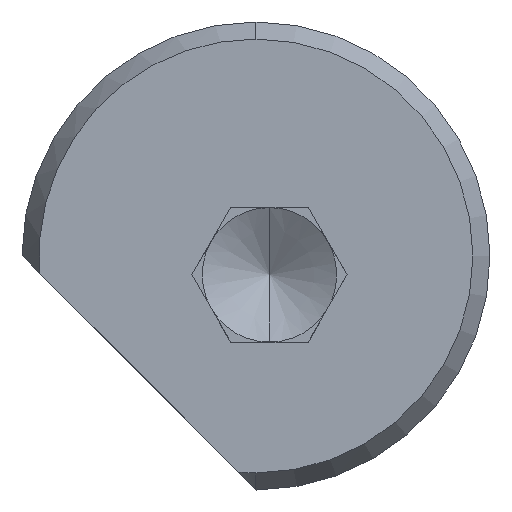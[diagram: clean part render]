
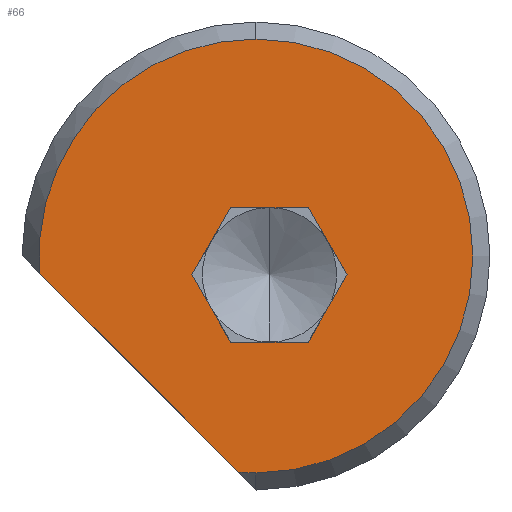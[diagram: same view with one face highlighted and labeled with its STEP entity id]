
A CAD part, left-side view. The second image highlights one B-rep face of the part: STEP entity #66.
In plain terms, the highlighted planar face has unit normal (-1, 0, 0).
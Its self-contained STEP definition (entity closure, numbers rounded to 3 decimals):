
#66=ADVANCED_FACE('',(#145,#146),#147,.F.);
#145=FACE_OUTER_BOUND('',#236,.T.);
#146=FACE_BOUND('',#237,.T.);
#147=PLANE('',#238);
#236=EDGE_LOOP('',(#360,#361,#362,#363));
#237=EDGE_LOOP('',(#364,#365,#366,#367,#368,#369));
#238=AXIS2_PLACEMENT_3D('',#370,#371,#372);
#360=ORIENTED_EDGE('',*,*,#559,.T.);
#361=ORIENTED_EDGE('',*,*,#539,.T.);
#362=ORIENTED_EDGE('',*,*,#543,.T.);
#363=ORIENTED_EDGE('',*,*,#561,.T.);
#364=ORIENTED_EDGE('',*,*,#562,.T.);
#365=ORIENTED_EDGE('',*,*,#563,.T.);
#366=ORIENTED_EDGE('',*,*,#564,.T.);
#367=ORIENTED_EDGE('',*,*,#565,.T.);
#368=ORIENTED_EDGE('',*,*,#566,.T.);
#369=ORIENTED_EDGE('',*,*,#567,.T.);
#370=CARTESIAN_POINT('',(-3.0,0.25,0.35));
#371=DIRECTION('',(1.0,0.0,0.0));
#372=DIRECTION('',(0.0,1.0,-0.0));
#539=EDGE_CURVE('',#637,#635,#638,.T.);
#543=EDGE_CURVE('',#635,#641,#644,.T.);
#559=EDGE_CURVE('',#665,#637,#668,.T.);
#561=EDGE_CURVE('',#641,#665,#670,.T.);
#562=EDGE_CURVE('',#671,#672,#673,.F.);
#563=EDGE_CURVE('',#672,#674,#675,.F.);
#564=EDGE_CURVE('',#674,#676,#677,.F.);
#565=EDGE_CURVE('',#676,#678,#679,.F.);
#566=EDGE_CURVE('',#678,#680,#681,.F.);
#567=EDGE_CURVE('',#680,#671,#682,.F.);
#635=VERTEX_POINT('',#762);
#637=VERTEX_POINT('',#765);
#638=CIRCLE('',#766,4.033);
#641=VERTEX_POINT('',#778);
#644=CIRCLE('',#782,4.033);
#665=VERTEX_POINT('',#825);
#668=LINE('',#846,#847);
#670=CIRCLE('',#849,4.033);
#671=VERTEX_POINT('',#850);
#672=VERTEX_POINT('',#851);
#673=LINE('',#852,#853);
#674=VERTEX_POINT('',#854);
#675=LINE('',#855,#856);
#676=VERTEX_POINT('',#857);
#677=LINE('',#858,#859);
#678=VERTEX_POINT('',#860);
#679=LINE('',#861,#862);
#680=VERTEX_POINT('',#863);
#681=LINE('',#864,#865);
#682=LINE('',#866,#867);
#762=CARTESIAN_POINT('',(-3.0,0.25,-3.683));
#765=CARTESIAN_POINT('',(-3.0,0.573,-3.67));
#766=AXIS2_PLACEMENT_3D('',#959,#960,#961);
#778=CARTESIAN_POINT('',(-3.0,0.25,4.383));
#782=AXIS2_PLACEMENT_3D('',#963,#964,#965);
#825=CARTESIAN_POINT('',(-3.0,4.27,0.027));
#846=CARTESIAN_POINT('',(-3.0,4.27,0.027));
#847=VECTOR('',#982,5.228);
#849=AXIS2_PLACEMENT_3D('',#983,#984,#985);
#850=CARTESIAN_POINT('',(-3.0,0.722,1.25));
#851=CARTESIAN_POINT('',(-3.0,-0.722,1.25));
#852=CARTESIAN_POINT('',(-3.0,-0.722,1.25));
#853=VECTOR('',#986,1.443);
#854=CARTESIAN_POINT('',(-3.0,-1.443,0.));
#855=CARTESIAN_POINT('',(-3.0,-1.443,0.));
#856=VECTOR('',#987,1.443);
#857=CARTESIAN_POINT('',(-3.0,-0.722,-1.25));
#858=CARTESIAN_POINT('',(-3.0,-0.722,-1.25));
#859=VECTOR('',#988,1.443);
#860=CARTESIAN_POINT('',(-3.0,0.722,-1.25));
#861=CARTESIAN_POINT('',(-3.0,0.722,-1.25));
#862=VECTOR('',#989,1.443);
#863=CARTESIAN_POINT('',(-3.0,1.443,0.));
#864=CARTESIAN_POINT('',(-3.0,1.443,0.));
#865=VECTOR('',#990,1.443);
#866=CARTESIAN_POINT('',(-3.0,0.722,1.25));
#867=VECTOR('',#991,1.443);
#959=CARTESIAN_POINT('',(-3.0,0.25,0.35));
#960=DIRECTION('',(-1.0,0.0,0.0));
#961=DIRECTION('',(0.0,0.0,1.0));
#963=CARTESIAN_POINT('',(-3.0,0.25,0.35));
#964=DIRECTION('',(-1.0,0.0,0.0));
#965=DIRECTION('',(0.0,0.0,1.0));
#982=DIRECTION('',(0.0,-0.707,-0.707));
#983=CARTESIAN_POINT('',(-3.0,0.25,0.35));
#984=DIRECTION('',(-1.0,0.0,0.0));
#985=DIRECTION('',(0.0,0.0,1.0));
#986=DIRECTION('',(0.0,1.0,0.0));
#987=DIRECTION('',(0.0,0.5,0.866));
#988=DIRECTION('',(0.0,-0.5,0.866));
#989=DIRECTION('',(0.0,-1.0,0.0));
#990=DIRECTION('',(0.0,-0.5,-0.866));
#991=DIRECTION('',(0.0,0.5,-0.866));
